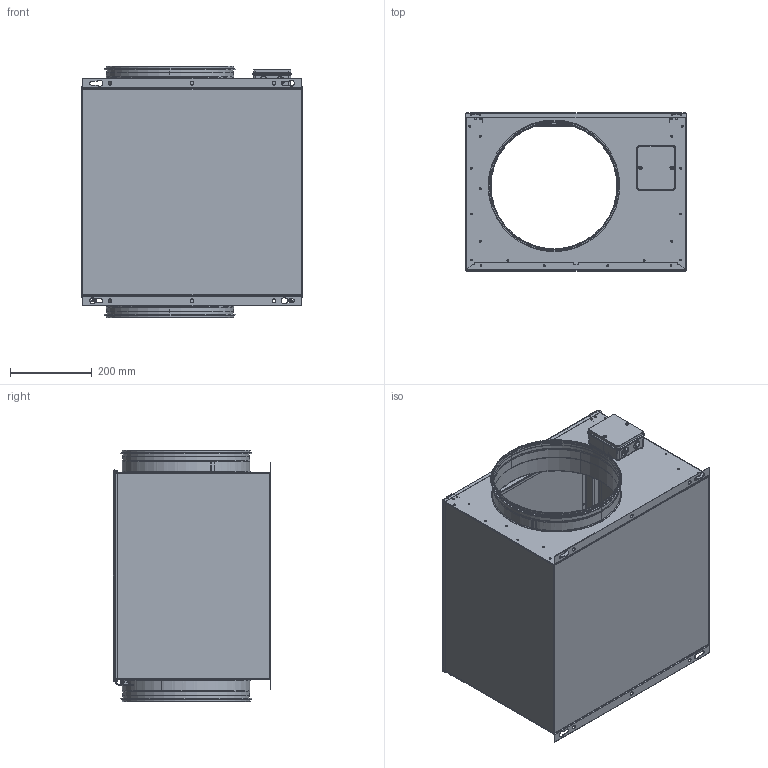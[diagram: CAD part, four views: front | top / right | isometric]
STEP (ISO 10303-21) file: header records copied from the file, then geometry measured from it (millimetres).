
FILE_DESCRIPTION (( 'STEP AP203' ), '1' );
FILE_NAME ('131803-00_ISOR315EC20.STEP', '2015-02-03T13:28:18', ( '' ), ( '' ), 'SwSTEP 2.0', 'SolidWorks 2012', '' );
FILE_SCHEMA (( 'CONFIG_CONTROL_DESIGN' ));
Length unit declared in the file: millimetre
Products named in the file (1): 131803-00_ISOR315EC20
Bounding box: 542.2 x 386.8 x 617 mm (x, y, z)
Surface area: 3002935.7 mm2 (no closed solid volume)
Topology: 0 solids, 61 shells, 724 faces, 2579 edges, 1868 vertices
Faces by surface type: cylinder 389, plane 200, torus 56, bspline 54, cone 25
Entity records: 30953 total; most frequent: CARTESIAN_POINT 8727, DIRECTION 4874, ORIENTED_EDGE 3890, EDGE_CURVE 2579, VERTEX_POINT 1868, AXIS2_PLACEMENT_3D 1816, VECTOR 1242, LINE 1242
